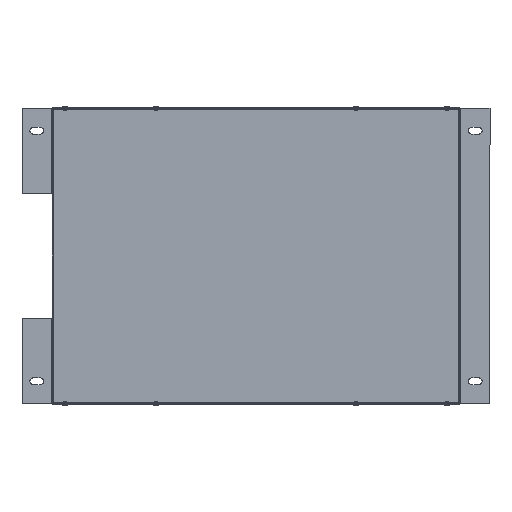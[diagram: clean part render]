
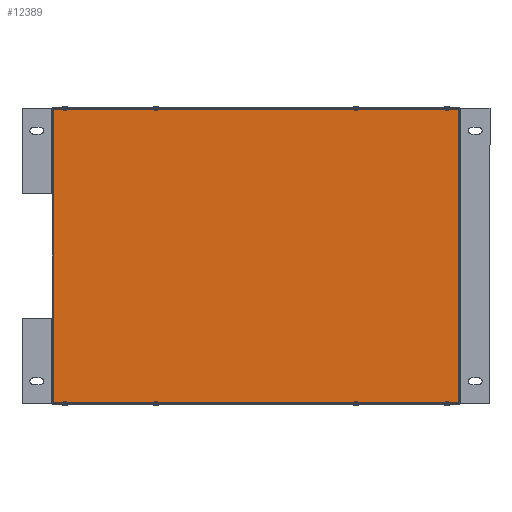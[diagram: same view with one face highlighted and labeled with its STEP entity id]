
A CAD part, front view. The second image highlights one B-rep face of the part: STEP entity #12389.
In plain terms, the highlighted planar face has unit normal (0, -1, 0).
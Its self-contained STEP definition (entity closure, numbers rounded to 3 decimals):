
#673 = CARTESIAN_POINT ( 'NONE',  ( 322.5, -1.5, -233.5 ) ) ;
#1242 = VECTOR ( 'NONE', #11969, 1000. ) ;
#1569 = CARTESIAN_POINT ( 'NONE',  ( 0., -1.5, 0. ) ) ;
#1654 = CARTESIAN_POINT ( 'NONE',  ( -322.5, -1.5, -236. ) ) ;
#1700 = DIRECTION ( 'NONE',  ( -1., 0., 0. ) ) ;
#3070 = CARTESIAN_POINT ( 'NONE',  ( -322.5, -1.5, 233.5 ) ) ;
#3323 = CARTESIAN_POINT ( 'NONE',  ( 322.5, -1.5, 233.5 ) ) ;
#4011 = ORIENTED_EDGE ( 'NONE', *, *, #11158, .F. ) ;
#4012 = CARTESIAN_POINT ( 'NONE',  ( 322.5, -1.5, -233.5 ) ) ;
#4243 = EDGE_CURVE ( 'NONE', #9945, #9971, #16261, .T. ) ;
#5154 = PLANE ( 'NONE',  #8673 ) ;
#5981 = CARTESIAN_POINT ( 'NONE',  ( 322.5, -1.5, 236. ) ) ;
#6023 = EDGE_CURVE ( 'NONE', #13428, #12251, #12249, .T. ) ;
#6527 = VECTOR ( 'NONE', #13701, 1000. ) ;
#6735 = DIRECTION ( 'NONE',  ( 0., 1., 0. ) ) ;
#7170 = CARTESIAN_POINT ( 'NONE',  ( -322.5, -1.5, -233.5 ) ) ;
#7206 = CARTESIAN_POINT ( 'NONE',  ( -322.5, -1.5, 233.5 ) ) ;
#7238 = DIRECTION ( 'NONE',  ( 0., 0., -1. ) ) ;
#7848 = DIRECTION ( 'NONE',  ( 0., 0., 1. ) ) ;
#8557 = EDGE_LOOP ( 'NONE', ( #16009, #4011, #15642, #14066 ) ) ;
#8673 = AXIS2_PLACEMENT_3D ( 'NONE', #1569, #6735, #7848 ) ;
#9945 = VERTEX_POINT ( 'NONE', #3070 ) ;
#9971 = VERTEX_POINT ( 'NONE', #3323 ) ;
#11158 = EDGE_CURVE ( 'NONE', #9971, #13428, #14892, .T. ) ;
#11969 = DIRECTION ( 'NONE',  ( 0., 0., 1. ) ) ;
#12249 = LINE ( 'NONE', #673, #16470 ) ;
#12251 = VERTEX_POINT ( 'NONE', #7170 ) ;
#12389 = ADVANCED_FACE ( 'Defeature ausgef�hrt1_14', ( #13062 ), #5154, .F. ) ;
#13062 = FACE_OUTER_BOUND ( 'NONE', #8557, .T. ) ;
#13320 = LINE ( 'NONE', #1654, #1242 ) ;
#13428 = VERTEX_POINT ( 'NONE', #4012 ) ;
#13701 = DIRECTION ( 'NONE',  ( 1., 0., 0. ) ) ;
#13836 = EDGE_CURVE ( 'NONE', #12251, #9945, #13320, .T. ) ;
#14066 = ORIENTED_EDGE ( 'NONE', *, *, #13836, .F. ) ;
#14892 = LINE ( 'NONE', #5981, #16008 ) ;
#15642 = ORIENTED_EDGE ( 'NONE', *, *, #4243, .F. ) ;
#16008 = VECTOR ( 'NONE', #7238, 1000. ) ;
#16009 = ORIENTED_EDGE ( 'NONE', *, *, #6023, .F. ) ;
#16261 = LINE ( 'NONE', #7206, #6527 ) ;
#16470 = VECTOR ( 'NONE', #1700, 1000. ) ;
